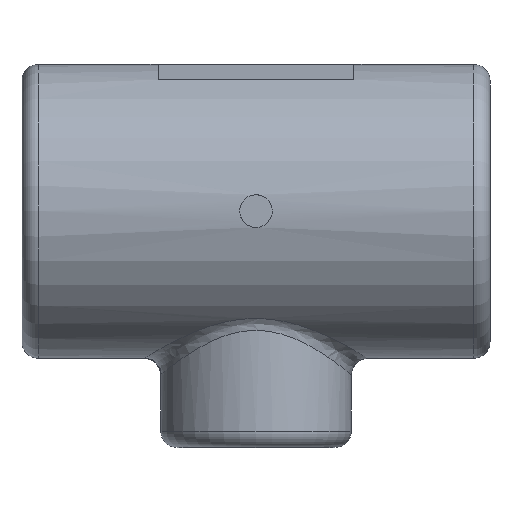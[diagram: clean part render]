
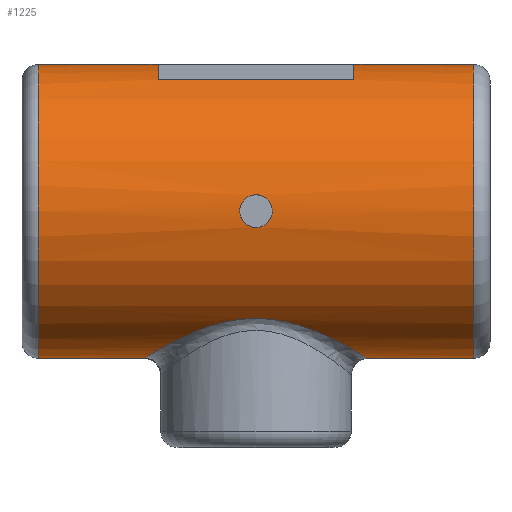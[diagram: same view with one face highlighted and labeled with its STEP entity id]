
A CAD part, top view. The second image highlights one B-rep face of the part: STEP entity #1225.
In plain terms, the highlighted cylindrical face has radius 13.5 mm (diameter 27 mm), a full revolution.
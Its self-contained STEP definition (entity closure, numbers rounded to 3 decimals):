
#123=CYLINDRICAL_SURFACE('',#1299,13.5);
#133=CIRCLE('',#1262,13.5);
#134=CIRCLE('',#1265,13.5);
#135=CIRCLE('',#1268,13.5);
#136=CIRCLE('',#1270,13.5);
#151=CIRCLE('',#1300,13.5);
#152=CIRCLE('',#1301,13.5);
#192=B_SPLINE_CURVE_WITH_KNOTS('',3,(#8582,#8583,#8584,#8585,#8586,#8587,
#8588,#8589,#8590,#8591,#8592,#8593,#8594,#8595,#8596,#8597,#8598,#8599,
#8600,#8601,#8602,#8603,#8604,#8605,#8606,#8607,#8608,#8609,#8610,#8611),
 .UNSPECIFIED.,.F.,.F.,(4,1,1,1,1,1,1,1,1,1,1,1,1,1,1,1,1,1,1,1,1,1,1,1,
1,1,1,4),(0.,0.063,0.094,0.125,0.156,0.188,0.25,0.281,0.313,0.344,
0.375,0.406,0.438,0.5,0.531,0.563,0.594,0.625,0.656,0.688,0.75,
0.781,0.813,0.844,0.875,0.906,0.938,1.),.UNSPECIFIED.);
#204=B_SPLINE_CURVE_WITH_KNOTS('',3,(#14104,#14105,#14106,#14107,#14108,
#14109,#14110,#14111,#14112,#14113,#14114),.UNSPECIFIED.,.T.,.F.,(1,1,1,
1,1,1,1,1,1,1,1,1,1,1,1),(-0.004,-0.002,-0.001,
0.,0.001,0.002,0.004,0.005,
0.006,0.007,0.008,0.009,
0.011,0.012,0.013),.UNSPECIFIED.);
#205=B_SPLINE_CURVE_WITH_KNOTS('',3,(#14116,#14117,#14118,#14119,#14120,
#14121,#14122,#14123,#14124,#14125,#14126,#14127,#14128,#14129,#14130,#14131,
#14132,#14133,#14134,#14135,#14136,#14137,#14138,#14139,#14140,#14141,#14142,
#14143,#14144,#14145),.UNSPECIFIED.,.F.,.F.,(4,1,1,1,1,1,1,1,1,1,1,1,1,
1,1,1,1,1,1,1,1,1,1,1,1,1,1,4),(0.,0.063,0.094,0.125,0.156,0.188,
0.25,0.281,0.313,0.344,0.375,0.406,0.438,0.5,0.531,0.563,0.594,
0.625,0.656,0.688,0.75,0.781,0.813,0.844,0.875,0.906,0.938,1.),
 .UNSPECIFIED.);
#532=ORIENTED_EDGE('',*,*,#786,.T.);
#533=ORIENTED_EDGE('',*,*,#787,.T.);
#534=ORIENTED_EDGE('',*,*,#788,.T.);
#535=ORIENTED_EDGE('',*,*,#698,.F.);
#536=ORIENTED_EDGE('',*,*,#686,.F.);
#537=ORIENTED_EDGE('',*,*,#689,.F.);
#538=ORIENTED_EDGE('',*,*,#692,.F.);
#539=ORIENTED_EDGE('',*,*,#699,.F.);
#540=ORIENTED_EDGE('',*,*,#694,.F.);
#541=ORIENTED_EDGE('',*,*,#702,.T.);
#542=ORIENTED_EDGE('',*,*,#789,.T.);
#686=EDGE_CURVE('',#872,#874,#133,.T.);
#689=EDGE_CURVE('',#875,#872,#972,.T.);
#692=EDGE_CURVE('',#877,#875,#134,.T.);
#694=EDGE_CURVE('',#878,#880,#976,.T.);
#698=EDGE_CURVE('',#874,#878,#135,.T.);
#699=EDGE_CURVE('',#880,#877,#136,.T.);
#702=EDGE_CURVE('',#884,#882,#192,.T.);
#786=EDGE_CURVE('',#952,#952,#151,.T.);
#787=EDGE_CURVE('',#953,#953,#152,.T.);
#788=EDGE_CURVE('',#954,#954,#204,.T.);
#789=EDGE_CURVE('',#882,#884,#205,.T.);
#872=VERTEX_POINT('',#8468);
#874=VERTEX_POINT('',#8471);
#875=VERTEX_POINT('',#8475);
#877=VERTEX_POINT('',#8481);
#878=VERTEX_POINT('',#8485);
#880=VERTEX_POINT('',#8488);
#882=VERTEX_POINT('',#8580);
#884=VERTEX_POINT('',#8612);
#952=VERTEX_POINT('',#14101);
#953=VERTEX_POINT('',#14103);
#954=VERTEX_POINT('',#14115);
#972=LINE('',#8477,#1005);
#976=LINE('',#8487,#1009);
#1005=VECTOR('',#1362,1000.);
#1009=VECTOR('',#1372,1000.);
#1074=EDGE_LOOP('',(#532));
#1075=EDGE_LOOP('',(#533));
#1076=EDGE_LOOP('',(#534));
#1077=EDGE_LOOP('',(#535,#536,#537,#538,#539,#540));
#1078=EDGE_LOOP('',(#541,#542));
#1143=FACE_BOUND('',#1074,.T.);
#1144=FACE_BOUND('',#1075,.T.);
#1145=FACE_BOUND('',#1076,.T.);
#1146=FACE_BOUND('',#1077,.T.);
#1147=FACE_BOUND('',#1078,.T.);
#1225=ADVANCED_FACE('',(#1143,#1144,#1145,#1146,#1147),#123,.T.);
#1262=AXIS2_PLACEMENT_3D('',#8470,#1356,#1357);
#1265=AXIS2_PLACEMENT_3D('',#8482,#1367,#1368);
#1268=AXIS2_PLACEMENT_3D('',#8494,#1378,#1379);
#1270=AXIS2_PLACEMENT_3D('',#8496,#1382,#1383);
#1299=AXIS2_PLACEMENT_3D('',#14099,#1450,#1451);
#1300=AXIS2_PLACEMENT_3D('',#14100,#1452,#1453);
#1301=AXIS2_PLACEMENT_3D('',#14102,#1454,#1455);
#1356=DIRECTION('',(-1.,0.,0.));
#1357=DIRECTION('',(0.,0.,-1.));
#1362=DIRECTION('',(1.,0.,0.));
#1367=DIRECTION('',(1.,0.,0.));
#1368=DIRECTION('',(0.,0.,1.));
#1372=DIRECTION('',(-1.,0.,0.));
#1378=DIRECTION('',(-1.,0.,0.));
#1379=DIRECTION('',(0.,0.,-1.));
#1382=DIRECTION('',(1.,0.,0.));
#1383=DIRECTION('',(0.,0.,1.));
#1450=DIRECTION('',(-1.,0.,0.));
#1451=DIRECTION('',(0.,0.,1.));
#1452=DIRECTION('',(1.,0.,0.));
#1453=DIRECTION('',(0.,0.,-1.));
#1454=DIRECTION('',(-1.,0.,0.));
#1455=DIRECTION('',(0.,0.,1.));
#8468=CARTESIAN_POINT('',(9.,12.093,6.));
#8470=CARTESIAN_POINT('',(9.,0.,0.));
#8471=CARTESIAN_POINT('',(9.,13.5,0.));
#8475=CARTESIAN_POINT('',(-9.,12.093,6.));
#8477=CARTESIAN_POINT('',(-21.5,12.093,6.));
#8481=CARTESIAN_POINT('',(-9.,13.5,0.));
#8482=CARTESIAN_POINT('',(-9.,0.,0.));
#8485=CARTESIAN_POINT('',(9.,12.093,-6.));
#8487=CARTESIAN_POINT('',(-21.5,12.093,-6.));
#8488=CARTESIAN_POINT('',(-9.,12.093,-6.));
#8494=CARTESIAN_POINT('',(9.,0.,0.));
#8496=CARTESIAN_POINT('',(-9.,0.,0.));
#8580=CARTESIAN_POINT('',(10.221,-13.482,-0.689));
#8582=CARTESIAN_POINT('',(-10.22,-13.482,0.704));
#8583=CARTESIAN_POINT('',(-10.165,-13.448,1.352));
#8584=CARTESIAN_POINT('',(-9.958,-13.321,2.338));
#8585=CARTESIAN_POINT('',(-9.499,-13.046,3.509));
#8586=CARTESIAN_POINT('',(-9.039,-12.778,4.383));
#8587=CARTESIAN_POINT('',(-8.527,-12.49,5.146));
#8588=CARTESIAN_POINT('',(-7.71,-12.048,6.131));
#8589=CARTESIAN_POINT('',(-6.806,-11.593,6.94));
#8590=CARTESIAN_POINT('',(-5.763,-11.132,7.645));
#8591=CARTESIAN_POINT('',(-4.961,-10.813,8.088));
#8592=CARTESIAN_POINT('',(-4.074,-10.508,8.479));
#8593=CARTESIAN_POINT('',(-3.216,-10.262,8.774));
#8594=CARTESIAN_POINT('',(-2.22,-10.044,9.022));
#8595=CARTESIAN_POINT('',(-0.937,-9.863,9.219));
#8596=CARTESIAN_POINT('',(0.374,-9.832,9.251));
#8597=CARTESIAN_POINT('',(1.66,-9.956,9.118));
#8598=CARTESIAN_POINT('',(2.646,-10.129,8.926));
#8599=CARTESIAN_POINT('',(3.538,-10.348,8.673));
#8600=CARTESIAN_POINT('',(4.456,-10.633,8.323));
#8601=CARTESIAN_POINT('',(5.281,-10.936,7.922));
#8602=CARTESIAN_POINT('',(6.371,-11.39,7.267));
#8603=CARTESIAN_POINT('',(7.319,-11.847,6.506));
#8604=CARTESIAN_POINT('',(8.182,-12.301,5.581));
#8605=CARTESIAN_POINT('',(8.737,-12.607,4.853));
#8606=CARTESIAN_POINT('',(9.244,-12.897,4.021));
#8607=CARTESIAN_POINT('',(9.638,-13.129,3.188));
#8608=CARTESIAN_POINT('',(9.963,-13.325,2.24));
#8609=CARTESIAN_POINT('',(10.235,-13.491,0.987));
#8610=CARTESIAN_POINT('',(10.276,-13.516,-0.028));
#8611=CARTESIAN_POINT('',(10.221,-13.482,-0.689));
#8612=CARTESIAN_POINT('',(-10.22,-13.482,0.704));
#14099=CARTESIAN_POINT('',(-21.5,0.,0.));
#14100=CARTESIAN_POINT('',(-20.,0.,0.));
#14101=CARTESIAN_POINT('',(-20.,0.,-13.5));
#14102=CARTESIAN_POINT('',(20.,0.,0.));
#14103=CARTESIAN_POINT('',(20.,0.,13.5));
#14104=CARTESIAN_POINT('',(1.175,1.177,13.458));
#14105=CARTESIAN_POINT('',(1.663,0.,13.521));
#14106=CARTESIAN_POINT('',(1.175,-1.175,13.458));
#14107=CARTESIAN_POINT('',(0.002,-1.662,13.395));
#14108=CARTESIAN_POINT('',(-1.175,-1.177,13.458));
#14109=CARTESIAN_POINT('',(-1.663,0.,13.521));
#14110=CARTESIAN_POINT('',(-1.175,1.175,13.458));
#14111=CARTESIAN_POINT('',(-0.002,1.662,13.395));
#14112=CARTESIAN_POINT('',(1.175,1.177,13.458));
#14113=CARTESIAN_POINT('',(1.663,0.,13.521));
#14114=CARTESIAN_POINT('',(1.175,-1.175,13.458));
#14115=CARTESIAN_POINT('',(1.5,0.,13.5));
#14116=CARTESIAN_POINT('',(10.221,-13.482,-0.689));
#14117=CARTESIAN_POINT('',(10.167,-13.449,-1.339));
#14118=CARTESIAN_POINT('',(9.96,-13.322,-2.333));
#14119=CARTESIAN_POINT('',(9.503,-13.049,-3.5));
#14120=CARTESIAN_POINT('',(9.045,-12.782,-4.373));
#14121=CARTESIAN_POINT('',(8.535,-12.494,-5.135));
#14122=CARTESIAN_POINT('',(7.724,-12.055,-6.117));
#14123=CARTESIAN_POINT('',(6.809,-11.595,-6.938));
#14124=CARTESIAN_POINT('',(5.771,-11.135,-7.64));
#14125=CARTESIAN_POINT('',(4.973,-10.818,-8.082));
#14126=CARTESIAN_POINT('',(4.079,-10.509,-8.478));
#14127=CARTESIAN_POINT('',(3.206,-10.26,-8.777));
#14128=CARTESIAN_POINT('',(2.232,-10.047,-9.018));
#14129=CARTESIAN_POINT('',(0.97,-9.866,-9.216));
#14130=CARTESIAN_POINT('',(-0.367,-9.832,-9.252));
#14131=CARTESIAN_POINT('',(-1.653,-9.955,-9.119));
#14132=CARTESIAN_POINT('',(-2.641,-10.128,-8.928));
#14133=CARTESIAN_POINT('',(-3.537,-10.348,-8.673));
#14134=CARTESIAN_POINT('',(-4.462,-10.635,-8.32));
#14135=CARTESIAN_POINT('',(-5.281,-10.936,-7.922));
#14136=CARTESIAN_POINT('',(-6.364,-11.387,-7.272));
#14137=CARTESIAN_POINT('',(-7.32,-11.848,-6.505));
#14138=CARTESIAN_POINT('',(-8.182,-12.301,-5.581));
#14139=CARTESIAN_POINT('',(-8.736,-12.606,-4.855));
#14140=CARTESIAN_POINT('',(-9.246,-12.898,-4.018));
#14141=CARTESIAN_POINT('',(-9.642,-13.131,-3.178));
#14142=CARTESIAN_POINT('',(-9.967,-13.327,-2.228));
#14143=CARTESIAN_POINT('',(-10.237,-13.492,-0.97));
#14144=CARTESIAN_POINT('',(-10.276,-13.516,0.043));
#14145=CARTESIAN_POINT('',(-10.22,-13.482,0.704));
